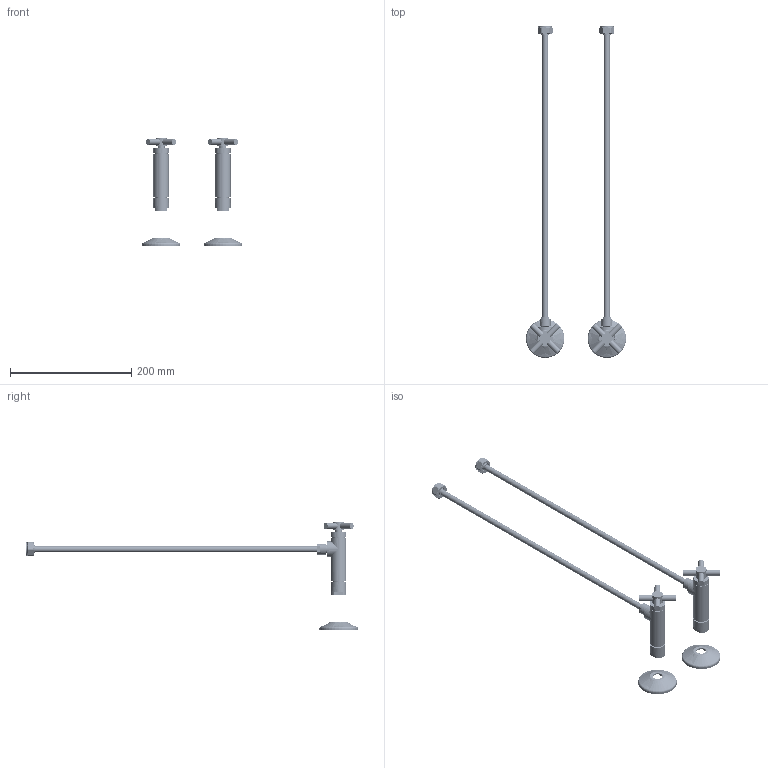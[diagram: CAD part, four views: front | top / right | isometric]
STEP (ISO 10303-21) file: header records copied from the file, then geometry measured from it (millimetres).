
FILE_DESCRIPTION((''),'2;1');
FILE_NAME('493X-1','2021-06-18T00:02:08',('NSantos'),(''),'CREO PARAMETRIC BY PTC INC, 2018500','CREO PARAMETRIC BY PTC INC, 2018500','');
FILE_SCHEMA(('CONFIG_CONTROL_DESIGN'));
Length unit declared in the file: inch
Products named in the file (1): 493X-1
Bounding box: 165.1 x 546.3 x 178.92 mm (x, y, z)
Volume: 100314.5 mm3; surface area: 291715.6 mm2
Topology: 16 solids, 68 shells, 2574 faces, 6786 edges, 4290 vertices
Faces by surface type: cylinder 1218, plane 654, bspline 404, cone 166, torus 100, sphere 32
Entity records: 147114 total; most frequent: CARTESIAN_POINT 89864, ORIENTED_EDGE 12766, DIRECTION 9936, EDGE_CURVE 6738, VERTEX_POINT 4290, AXIS2_PLACEMENT_3D 3873, B_SPLINE_CURVE_WITH_KNOTS 2846, EDGE_LOOP 2748
